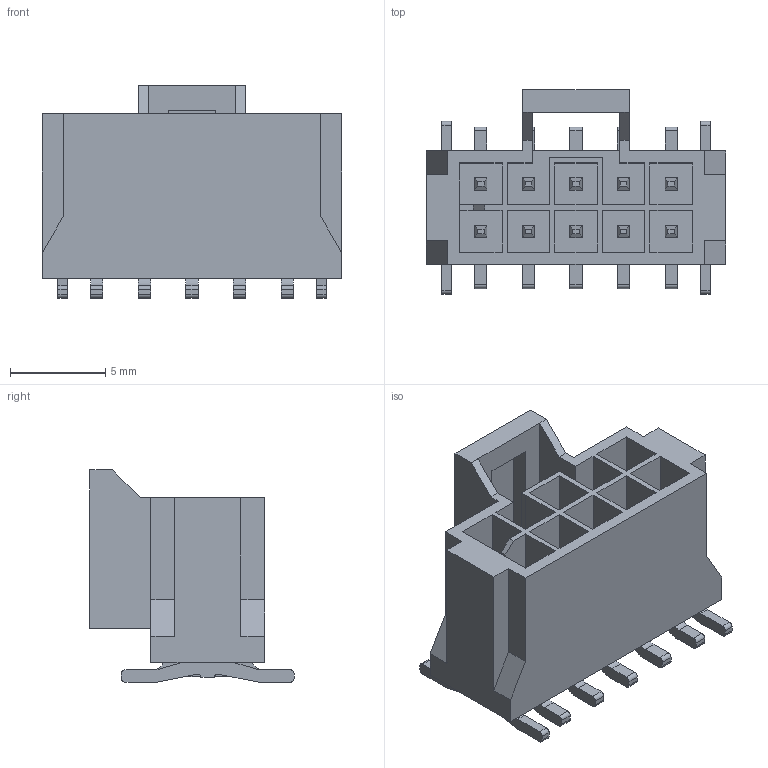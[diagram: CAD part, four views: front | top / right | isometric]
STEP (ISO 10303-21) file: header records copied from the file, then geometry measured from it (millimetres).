
FILE_DESCRIPTION((''),'2;1');
FILE_NAME('1054292110','2019-01-29T',('gga'),(''),'PRO/ENGINEER BY PARAMETRIC TECHNOLOGY CORPORATION, 2016010','PRO/ENGINEER BY PARAMETRIC TECHNOLOGY CORPORATION, 2016010','');
FILE_SCHEMA(('CONFIG_CONTROL_DESIGN'));
Length unit declared in the file: millimetre
Products named in the file (1): 1054292110
Bounding box: 15.73 x 10.75 x 11.16 mm (x, y, z)
Volume: 573.4 mm3; surface area: 1498.8 mm2
Topology: 1 solids, 1 shells, 335 faces, 939 edges, 628 vertices
Faces by surface type: plane 263, cylinder 72
Entity records: 10624 total; most frequent: CARTESIAN_POINT 1855, ORIENTED_EDGE 1782, DIRECTION 1755, EDGE_CURVE 891, VECTOR 795, LINE 795, VERTEX_POINT 580, AXIS2_PLACEMENT_3D 480
